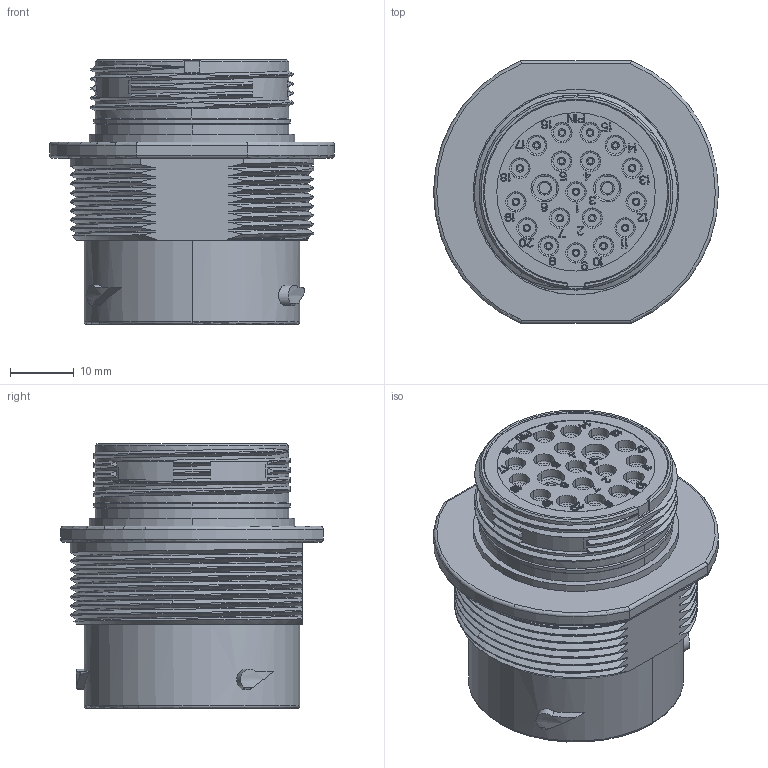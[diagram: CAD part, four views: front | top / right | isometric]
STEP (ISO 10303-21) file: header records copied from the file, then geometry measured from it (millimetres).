
FILE_DESCRIPTION((''),'2;1');
FILE_NAME('C-AHDM04-18-20PN_3D','2018-09-30T',('Administrator'),(''),'PRO/ENGINEER BY PARAMETRIC TECHNOLOGY CORPORATION, 2016360','PRO/ENGINEER BY PARAMETRIC TECHNOLOGY CORPORATION, 2016360','');
FILE_SCHEMA(('CONFIG_CONTROL_DESIGN'));
Products named in the file (1): C-AHDM04-18-20PN_3D
Bounding box: 44.6 x 41.1 x 41.45 mm (x, y, z)
Volume: 30685.1 mm3; surface area: 10522.9 mm2
Topology: 1 solids, 2 shells, 2371 faces, 6651 edges, 4466 vertices
Faces by surface type: plane 2009, cylinder 137, torus 88, bspline 76, cone 56, extrusion 5
Entity records: 80920 total; most frequent: CARTESIAN_POINT 19691, ORIENTED_EDGE 13298, DIRECTION 11626, EDGE_CURVE 6649, VECTOR 5648, LINE 5643, VERTEX_POINT 4466, AXIS2_PLACEMENT_3D 2989
